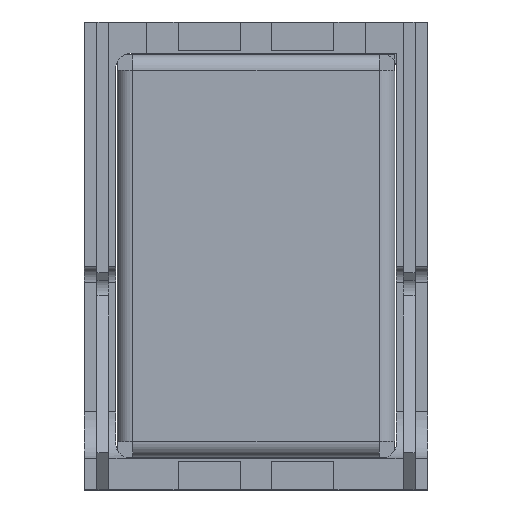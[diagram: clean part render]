
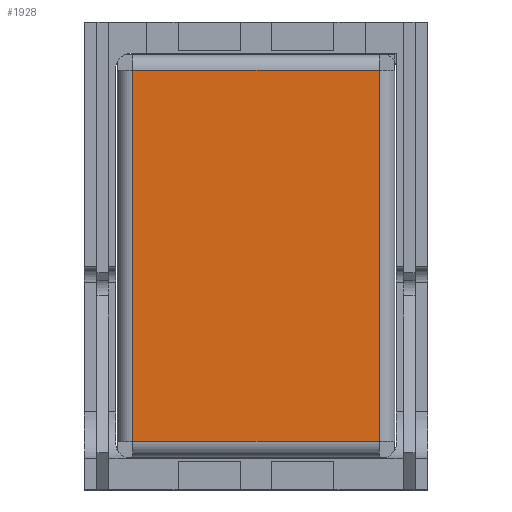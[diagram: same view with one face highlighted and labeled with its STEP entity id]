
A CAD part, top view. The second image highlights one B-rep face of the part: STEP entity #1928.
In plain terms, the highlighted planar face has unit normal (0, 0, 1).
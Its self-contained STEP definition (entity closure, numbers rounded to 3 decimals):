
#301=VERTEX_POINT('',#2963);
#313=VERTEX_POINT('',#2993);
#338=VERTEX_POINT('',#3067);
#339=VERTEX_POINT('',#3070);
#554=VECTOR('',#2456,1.);
#555=VECTOR('',#2457,1.);
#556=VECTOR('',#2458,1.);
#557=VECTOR('',#2459,1.);
#779=LINE('',#3066,#554);
#780=LINE('',#3068,#555);
#781=LINE('',#3069,#556);
#782=LINE('',#3071,#557);
#1054=EDGE_CURVE('',#338,#313,#779,.T.);
#1055=EDGE_CURVE('',#301,#338,#780,.T.);
#1056=EDGE_CURVE('',#339,#301,#781,.T.);
#1057=EDGE_CURVE('',#313,#339,#782,.T.);
#1567=ORIENTED_EDGE('',*,*,#1054,.F.);
#1568=ORIENTED_EDGE('',*,*,#1055,.F.);
#1569=ORIENTED_EDGE('',*,*,#1056,.F.);
#1570=ORIENTED_EDGE('',*,*,#1057,.F.);
#1723=EDGE_LOOP('',(#1567,#1568,#1569,#1570));
#1826=FACE_BOUND('',#1723,.T.);
#1928=ADVANCED_FACE('',(#1826),#3171,.T.);
#2060=AXIS2_PLACEMENT_3D('',#3065,#2455,$);
#2455=DIRECTION('',(0.,0.,1.));
#2456=DIRECTION('',(1.,0.,0.));
#2457=DIRECTION('',(0.,1.,0.));
#2458=DIRECTION('',(-1.,0.,0.));
#2459=DIRECTION('',(0.,-1.,0.));
#2963=CARTESIAN_POINT('',(1.55,2.874,3.));
#2993=CARTESIAN_POINT('',(9.45,14.774,3.));
#3065=CARTESIAN_POINT('',(5.5,8.824,3.));
#3066=CARTESIAN_POINT('',(5.5,14.774,3.));
#3067=CARTESIAN_POINT('',(1.55,14.774,3.));
#3068=CARTESIAN_POINT('',(1.55,8.824,3.));
#3069=CARTESIAN_POINT('',(5.5,2.874,3.));
#3070=CARTESIAN_POINT('',(9.45,2.874,3.));
#3071=CARTESIAN_POINT('',(9.45,8.824,3.));
#3171=PLANE('',#2060);
